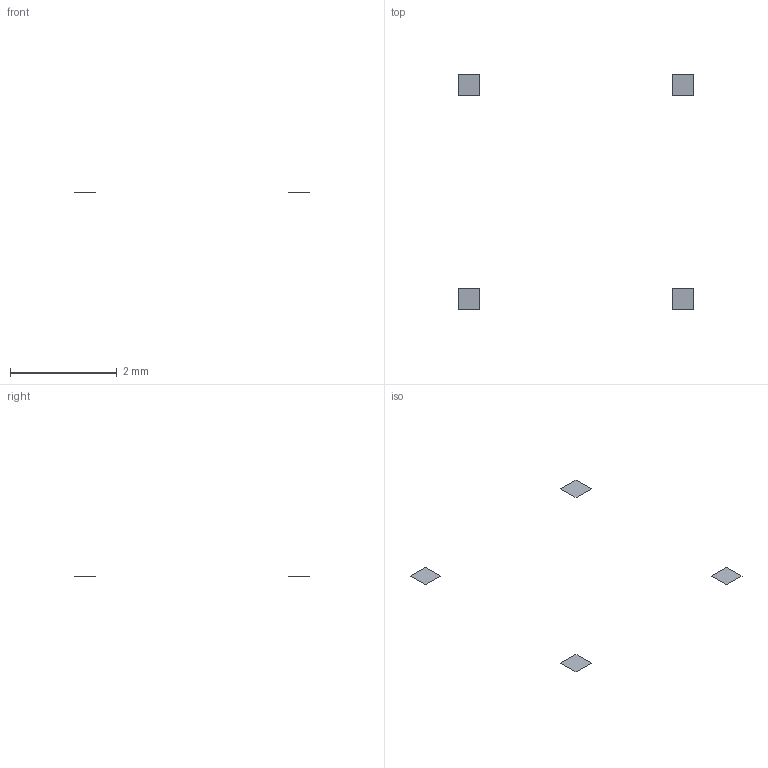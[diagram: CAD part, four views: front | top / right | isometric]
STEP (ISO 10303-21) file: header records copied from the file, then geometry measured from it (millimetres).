
FILE_DESCRIPTION(('FreeCAD Model'),'2;1');
FILE_NAME('nemanc.step', '2020-03-06T08:42:42',('Author'),(''), 'Open CASCADE STEP processor 7.3','FreeCAD','Unknown');
FILE_SCHEMA(('AUTOMOTIVE_DESIGN { 1 0 10303 214 1 1 1 1 }'));
Length unit declared in the file: millimetre
Products named in the file (5): nemanc; Face; Face001; Face002; Face003
Assembly tree (4 placements, depth 2):
  nemanc
    Face
    Face001
    Face002
    Face003
Bounding box: 4.4 x 4.4 x 0 mm (x, y, z)
Surface area: 0.6 mm2 (no closed solid volume)
Topology: 0 solids, 4 shells, 4 faces, 16 edges, 16 vertices
Faces by surface type: bspline 4
Entity records: 948 total; most frequent: CARTESIAN_POINT 681, DIRECTION 26, ORIENTED_EDGE 16, EDGE_CURVE 16, VERTEX_POINT 16, SURFACE_CURVE 16, LINE 16, VECTOR 16
